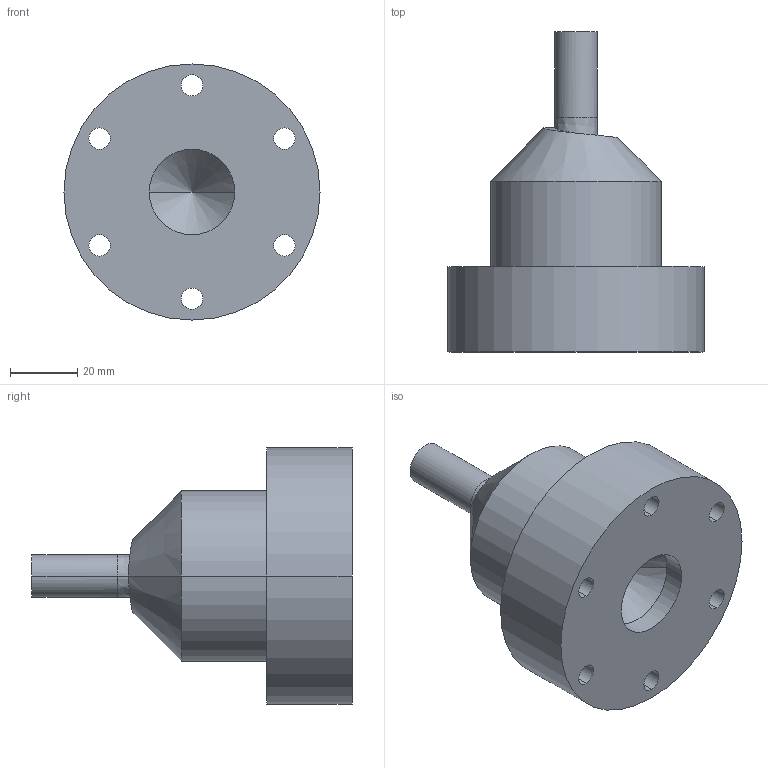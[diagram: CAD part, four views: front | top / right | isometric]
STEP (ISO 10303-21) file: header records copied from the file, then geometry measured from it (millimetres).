
FILE_DESCRIPTION (( 'STEP AP214' ), '1' );
FILE_NAME ('addative igniter 1 for printing2.STEP', '2023-04-20T18:37:03', ( '' ), ( '' ), 'SwSTEP 2.0', 'SolidWorks 2021', '' );
FILE_SCHEMA (( 'AUTOMOTIVE_DESIGN' ));
Length unit declared in the file: inch
Products named in the file (1): addative igniter 1 for printing2
Bounding box: 76.2 x 95.25 x 76.2 mm (x, y, z)
Volume: 161052.8 mm3; surface area: 31813.7 mm2
Topology: 1 solids, 1 shells, 145 faces, 383 edges, 235 vertices
Faces by surface type: cylinder 61, plane 24, torus 22, bspline 20, cone 18
Entity records: 6310 total; most frequent: CARTESIAN_POINT 2890, ORIENTED_EDGE 762, DIRECTION 631, EDGE_CURVE 381, AXIS2_PLACEMENT_3D 257, VERTEX_POINT 235, EDGE_LOOP 170, FACE_OUTER_BOUND 145
